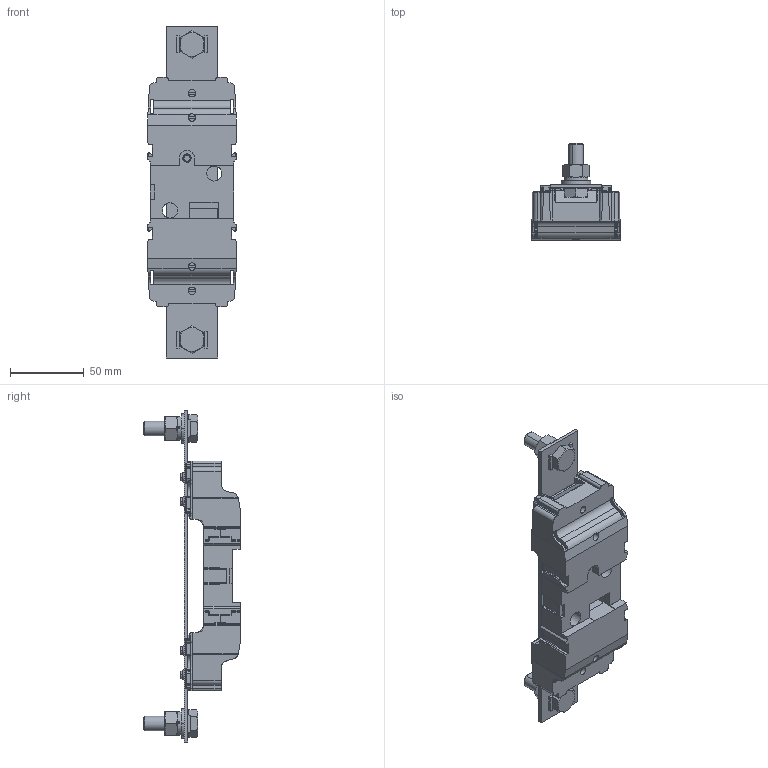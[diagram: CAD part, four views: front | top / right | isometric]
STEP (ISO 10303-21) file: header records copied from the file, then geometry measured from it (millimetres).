
FILE_DESCRIPTION((''),'2;1');
FILE_NAME('004121500_PT2_M10-M10_1P_ASM','2023-10-26T09:41:46',('klemen.sitar'),('Audax d.o.o.'),'CREO PARAMETRIC BY PTC INC, 2021304','CREO PARAMETRIC BY PTC INC, 2021304','');
FILE_SCHEMA(('AP242_MANAGED_MODEL_BASED_3D_ENGINEERING_MIM_LF { 1 0 10303 442 1 1 4 }'));
Products named in the file (15): 0000038453_1_1_2_1_1; 0000047317_1_1_2_1_1; BASE_ASM_1_ASM; 0000032607_1_1_2_1_1; 0000032604_1_1_2_1_1; 0000032603_1_1_2_1_1; 0000032605_1_1_2_1_1; M10_B_ASM_1_ASM; M10_T_ASM_1_ASM; ETI_LOGO_13_2X7_71MM_1_1; ETI_LOGO_13_2X7_71MM_1_2; ETI_LOGO_13_2X7_71MM_1_3; ETI_LOGO_13_2X7_71MM_1_ASM; ASM0024_ASM_1_ASM_1_1_1; 004121500_PT2_M10-M10_1P_ASM
Assembly tree (21 placements, depth 3):
  004121500_PT2_M10-M10_1P_ASM
    BASE_ASM_1_ASM
      0000038453_1_1_2_1_1
      0000047317_1_1_2_1_1  x4
    M10_B_ASM_1_ASM
      0000032607_1_1_2_1_1
      0000032604_1_1_2_1_1
      0000032603_1_1_2_1_1
      0000032605_1_1_2_1_1
    M10_T_ASM_1_ASM
      0000032607_1_1_2_1_1
      0000032604_1_1_2_1_1
      0000032603_1_1_2_1_1
      0000032605_1_1_2_1_1
    ETI_LOGO_13_2X7_71MM_1_ASM
      ETI_LOGO_13_2X7_71MM_1_1
      ETI_LOGO_13_2X7_71MM_1_2
      ETI_LOGO_13_2X7_71MM_1_3
    ASM0024_ASM_1_ASM_1_1_1
Bounding box: 59.8 x 65.5 x 225 mm (x, y, z)
Volume: 33117.9 mm3; surface area: 68467.7 mm2
Topology: 18 solids, 27 shells, 1452 faces, 3649 edges, 2202 vertices
Faces by surface type: plane 552, cylinder 466, bspline 147, cone 124, torus 112, extrusion 27, sphere 24
Entity records: 77827 total; most frequent: CARTESIAN_POINT 26147, ORIENTED_EDGE 6636, DIRECTION 6352, PRESENTATION_STYLE_ASSIGNMENT 4506, STYLED_ITEM 4496, EDGE_CURVE 3339, CURVE_STYLE 3300, AXIS2_PLACEMENT_3D 2275
